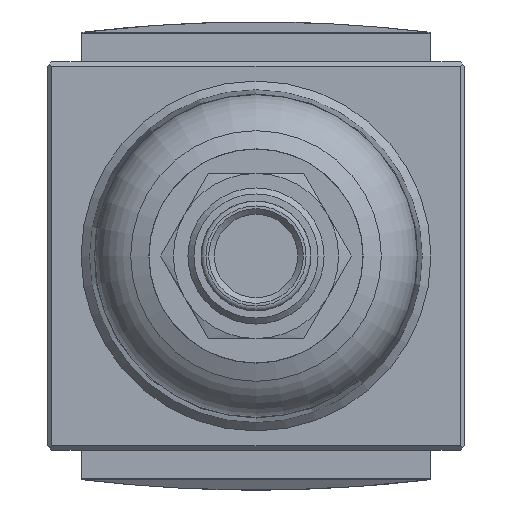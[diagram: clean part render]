
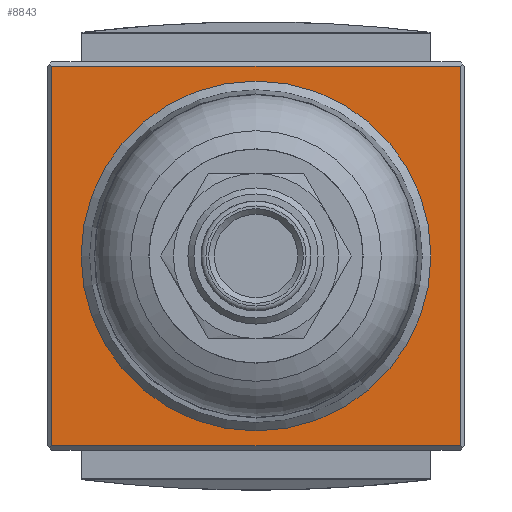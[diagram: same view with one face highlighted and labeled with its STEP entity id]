
A CAD part, front view. The second image highlights one B-rep face of the part: STEP entity #8843.
In plain terms, the highlighted planar face has unit normal (0, -1, 0).
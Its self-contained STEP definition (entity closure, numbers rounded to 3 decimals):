
#176=LINE('',#11964,#778);
#177=LINE('',#11967,#779);
#178=LINE('',#11969,#780);
#179=LINE('',#11971,#781);
#778=VECTOR('',#10029,1000.);
#779=VECTOR('',#10030,1000.);
#780=VECTOR('',#10031,1000.);
#781=VECTOR('',#10032,1000.);
#1630=ORIENTED_EDGE('',*,*,#3464,.F.);
#1631=ORIENTED_EDGE('',*,*,#3465,.F.);
#1632=ORIENTED_EDGE('',*,*,#3466,.T.);
#1633=ORIENTED_EDGE('',*,*,#3467,.T.);
#3464=EDGE_CURVE('',#4397,#4398,#176,.T.);
#3465=EDGE_CURVE('',#4399,#4397,#177,.T.);
#3466=EDGE_CURVE('',#4399,#4400,#178,.T.);
#3467=EDGE_CURVE('',#4400,#4398,#179,.T.);
#4397=VERTEX_POINT('',#11965);
#4398=VERTEX_POINT('',#11966);
#4399=VERTEX_POINT('',#11968);
#4400=VERTEX_POINT('',#11970);
#5268=EDGE_LOOP('',(#1630,#1631,#1632,#1633));
#5686=FACE_BOUND('',#5268,.T.);
#6055=PLANE('',#9257);
#8843=ADVANCED_FACE('',(#5686),#6055,.F.);
#9257=AXIS2_PLACEMENT_3D('',#11963,#10027,#10028);
#10027=DIRECTION('',(0.,1.,0.));
#10028=DIRECTION('',(0.,0.,1.));
#10029=DIRECTION('',(-1.,0.,0.));
#10030=DIRECTION('',(0.,0.,-1.));
#10031=DIRECTION('',(-1.,0.,0.));
#10032=DIRECTION('',(0.,0.,-1.));
#11963=CARTESIAN_POINT('',(-21.,0.,20.));
#11964=CARTESIAN_POINT('',(21.5,0.,-19.5));
#11965=CARTESIAN_POINT('',(21.,0.,-19.5));
#11966=CARTESIAN_POINT('',(-21.,0.,-19.5));
#11967=CARTESIAN_POINT('',(21.,0.,20.));
#11968=CARTESIAN_POINT('',(21.,0.,19.5));
#11969=CARTESIAN_POINT('',(21.5,0.,19.5));
#11970=CARTESIAN_POINT('',(-21.,0.,19.5));
#11971=CARTESIAN_POINT('',(-21.,0.,20.));
